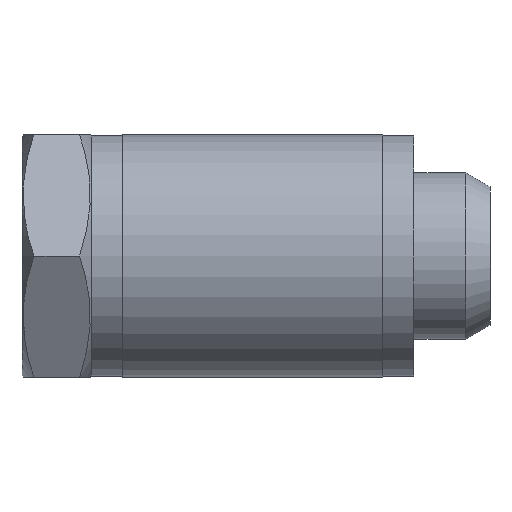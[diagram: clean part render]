
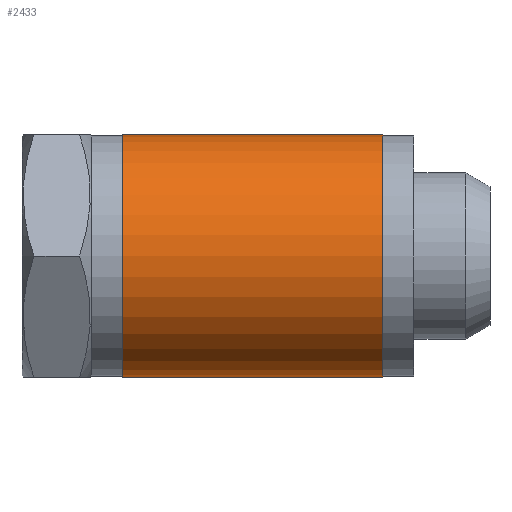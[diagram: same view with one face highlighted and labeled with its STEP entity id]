
A CAD part, left-side view. The second image highlights one B-rep face of the part: STEP entity #2433.
In plain terms, the highlighted cylindrical face has radius 7 mm (diameter 14 mm), a partial arc.
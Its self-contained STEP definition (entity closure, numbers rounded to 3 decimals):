
#164 = DIRECTION ( 'NONE',  ( 0., 1., 0. ) ) ;
#165 = CARTESIAN_POINT ( 'NONE',  ( 0., 28.786, 7. ) ) ;
#174 = DIRECTION ( 'NONE',  ( 0., 1., 0. ) ) ;
#175 = CARTESIAN_POINT ( 'NONE',  ( 0., 28.786, -7. ) ) ;
#268 = CIRCLE ( 'NONE', #292, 7. ) ;
#277 = AXIS2_PLACEMENT_3D ( 'NONE', #2018, #2015, #2014 ) ;
#292 = AXIS2_PLACEMENT_3D ( 'NONE', #2021, #2020, #2019 ) ;
#302 = CIRCLE ( 'NONE', #277, 7. ) ;
#362 = DIRECTION ( 'NONE',  ( 0., 0., 1. ) ) ;
#365 = DIRECTION ( 'NONE',  ( 0., 1., 0. ) ) ;
#368 = CARTESIAN_POINT ( 'NONE',  ( 0., 28.786, 0. ) ) ;
#662 = EDGE_LOOP ( 'NONE', ( #1179, #907, #1261, #1115 ) ) ;
#907 = ORIENTED_EDGE ( 'NONE', *, *, #1612, .F. ) ;
#931 = VERTEX_POINT ( 'NONE', #1284 ) ;
#1000 = VERTEX_POINT ( 'NONE', #1519 ) ;
#1034 = VERTEX_POINT ( 'NONE', #1260 ) ;
#1037 = VERTEX_POINT ( 'NONE', #1264 ) ;
#1115 = ORIENTED_EDGE ( 'NONE', *, *, #1613, .F. ) ;
#1179 = ORIENTED_EDGE ( 'NONE', *, *, #2468, .F. ) ;
#1260 = CARTESIAN_POINT ( 'NONE',  ( 0., 21.2, 7. ) ) ;
#1261 = ORIENTED_EDGE ( 'NONE', *, *, #2471, .T. ) ;
#1264 = CARTESIAN_POINT ( 'NONE',  ( 0., 21.2, -7. ) ) ;
#1284 = CARTESIAN_POINT ( 'NONE',  ( 0., 6.2, 7. ) ) ;
#1519 = CARTESIAN_POINT ( 'NONE',  ( 0., 6.2, -7. ) ) ;
#1612 = EDGE_CURVE ( 'NONE', #931, #1000, #268, .T. ) ;
#1613 = EDGE_CURVE ( 'NONE', #1037, #1034, #302, .T. ) ;
#1697 = AXIS2_PLACEMENT_3D ( 'NONE', #368, #365, #362 ) ;
#2014 = DIRECTION ( 'NONE',  ( 0., 0., 1. ) ) ;
#2015 = DIRECTION ( 'NONE',  ( 0., 1., 0. ) ) ;
#2018 = CARTESIAN_POINT ( 'NONE',  ( 0., 21.2, 0. ) ) ;
#2019 = DIRECTION ( 'NONE',  ( 0., 0., -1. ) ) ;
#2020 = DIRECTION ( 'NONE',  ( 0., -1., 0. ) ) ;
#2021 = CARTESIAN_POINT ( 'NONE',  ( 0., 6.2, 0. ) ) ;
#2433 = ADVANCED_FACE ( 'NONE', ( #2604 ), #2603, .T. ) ;
#2468 = EDGE_CURVE ( 'NONE', #1000, #1037, #2530, .T. ) ;
#2471 = EDGE_CURVE ( 'NONE', #931, #1034, #2529, .T. ) ;
#2529 = LINE ( 'NONE', #165, #2558 ) ;
#2530 = LINE ( 'NONE', #175, #2537 ) ;
#2537 = VECTOR ( 'NONE', #174, 1000. ) ;
#2558 = VECTOR ( 'NONE', #164, 1000. ) ;
#2603 = CYLINDRICAL_SURFACE ( 'NONE', #1697, 7. ) ;
#2604 = FACE_OUTER_BOUND ( 'NONE', #662, .T. ) ;
